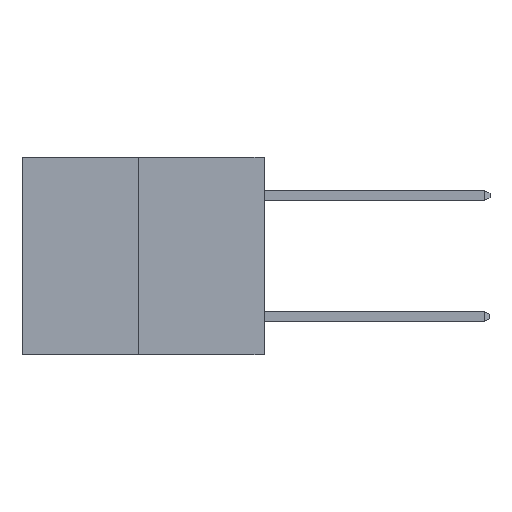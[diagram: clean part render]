
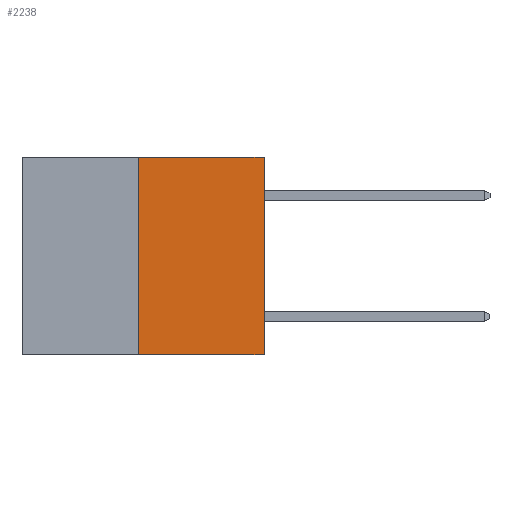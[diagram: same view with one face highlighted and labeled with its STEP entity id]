
A CAD part, left-side view. The second image highlights one B-rep face of the part: STEP entity #2238.
In plain terms, the highlighted planar face has unit normal (-1, 0, 0).
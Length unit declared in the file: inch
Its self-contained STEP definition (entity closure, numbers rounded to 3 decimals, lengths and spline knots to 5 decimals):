
#369 = EDGE_CURVE ( 'NONE', #12182, #18604, #2349, .T. ) ;
#2238 = ADVANCED_FACE ( 'NONE', ( #5332 ), #10372, .F. ) ;
#2349 = LINE ( 'NONE', #10868, #5687 ) ;
#2621 = LINE ( 'NONE', #12700, #3372 ) ;
#3008 = LINE ( 'NONE', #17810, #4267 ) ;
#3113 = DIRECTION ( 'NONE',  ( 0., -1., 0. ) ) ;
#3372 = VECTOR ( 'NONE', #16236, 39.37008 ) ;
#3903 = CARTESIAN_POINT ( 'NONE',  ( 0., 0.312, -0.49 ) ) ;
#4098 = ORIENTED_EDGE ( 'NONE', *, *, #369, .T. ) ;
#4267 = VECTOR ( 'NONE', #3113, 39.37008 ) ;
#4429 = CARTESIAN_POINT ( 'NONE',  ( 0., 0.312, 0. ) ) ;
#5002 = ORIENTED_EDGE ( 'NONE', *, *, #7482, .F. ) ;
#5332 = FACE_OUTER_BOUND ( 'NONE', #6909, .T. ) ;
#5531 = CARTESIAN_POINT ( 'NONE',  ( 0., 0.6, 0. ) ) ;
#5687 = VECTOR ( 'NONE', #12516, 39.37008 ) ;
#6361 = VECTOR ( 'NONE', #6622, 39.37008 ) ;
#6622 = DIRECTION ( 'NONE',  ( 0., 0., 1. ) ) ;
#6909 = EDGE_LOOP ( 'NONE', ( #7964, #4098, #13805, #5002 ) ) ;
#7482 = EDGE_CURVE ( 'NONE', #18872, #13521, #3008, .T. ) ;
#7964 = ORIENTED_EDGE ( 'NONE', *, *, #16169, .F. ) ;
#10372 = PLANE ( 'NONE',  #11184 ) ;
#10868 = CARTESIAN_POINT ( 'NONE',  ( 0., 0.6, -0.49 ) ) ;
#11184 = AXIS2_PLACEMENT_3D ( 'NONE', #5531, #12293, #18507 ) ;
#11389 = CARTESIAN_POINT ( 'NONE',  ( 0., 0.312, -0.49 ) ) ;
#12133 = CARTESIAN_POINT ( 'NONE',  ( 0., 0., 0. ) ) ;
#12182 = VERTEX_POINT ( 'NONE', #3903 ) ;
#12293 = DIRECTION ( 'NONE',  ( 1., 0., 0. ) ) ;
#12516 = DIRECTION ( 'NONE',  ( 0., -1., 0. ) ) ;
#12700 = CARTESIAN_POINT ( 'NONE',  ( 0., 0., 0. ) ) ;
#13521 = VERTEX_POINT ( 'NONE', #12133 ) ;
#13629 = EDGE_CURVE ( 'NONE', #18604, #13521, #2621, .T. ) ;
#13805 = ORIENTED_EDGE ( 'NONE', *, *, #13629, .T. ) ;
#14993 = LINE ( 'NONE', #11389, #6361 ) ;
#16169 = EDGE_CURVE ( 'NONE', #12182, #18872, #14993, .T. ) ;
#16236 = DIRECTION ( 'NONE',  ( 0., 0., 1. ) ) ;
#16733 = CARTESIAN_POINT ( 'NONE',  ( 0., 0., -0.49 ) ) ;
#17810 = CARTESIAN_POINT ( 'NONE',  ( 0., 0.6, 0. ) ) ;
#18507 = DIRECTION ( 'NONE',  ( 0., 0., -1. ) ) ;
#18604 = VERTEX_POINT ( 'NONE', #16733 ) ;
#18872 = VERTEX_POINT ( 'NONE', #4429 ) ;
